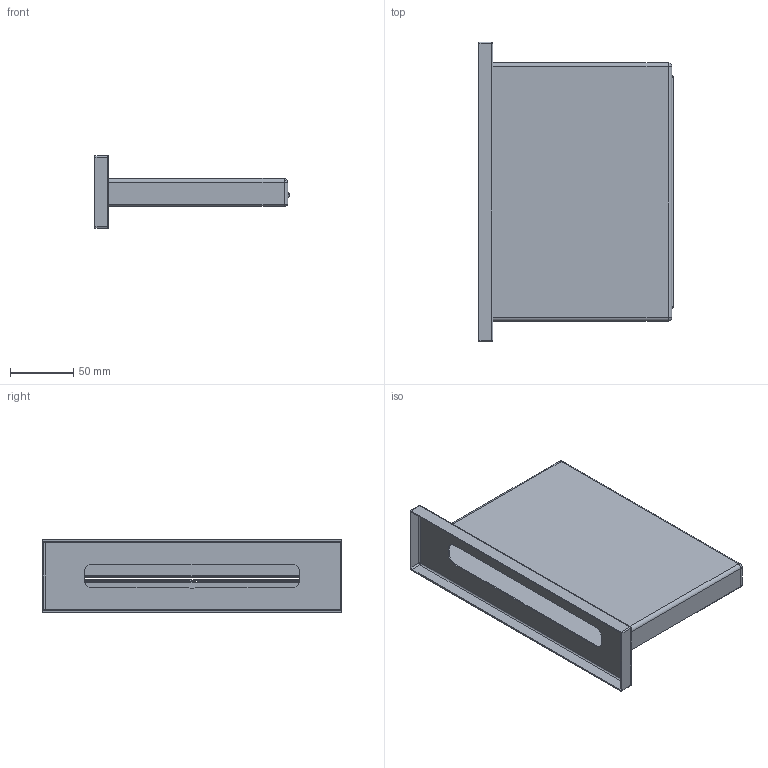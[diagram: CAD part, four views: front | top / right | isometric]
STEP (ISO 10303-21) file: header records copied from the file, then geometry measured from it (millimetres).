
FILE_DESCRIPTION(/* description */ ('Unknown'),/* implementation_level */ '2;1');
FILE_NAME(/* name */ 'M160',/* time_stamp */ '2016-04-21T10:39:52+02:00',/* author */ ('Unknown'),/* organization */ ('Unknown'),/* preprocessor_version */ 'ST-DEVELOPER v16.7',/* originating_system */ 'DEX',/* authorisation */ $);
FILE_SCHEMA (('AUTOMOTIVE_DESIGN {1 0 10303 214 3 1 1}'));
Length unit declared in the file: millimetre
Products named in the file (2): M160; id5
Assembly tree (1 placements, depth 2):
  M160
    id5
Bounding box: 153 x 236 x 57 mm (x, y, z)
Surface area: 166985.1 mm2 (no closed solid volume)
Topology: 0 solids, 83 shells, 85 faces, 404 edges, 394 vertices
Faces by surface type: plane 35, cylinder 34, sphere 8, bspline 8
Entity records: 6389 total; most frequent: CARTESIAN_POINT 2529, DIRECTION 685, ORIENTED_EDGE 398, EDGE_CURVE 396, VERTEX_POINT 394, LINE 231, VECTOR 231, AXIS2_PLACEMENT_3D 227
